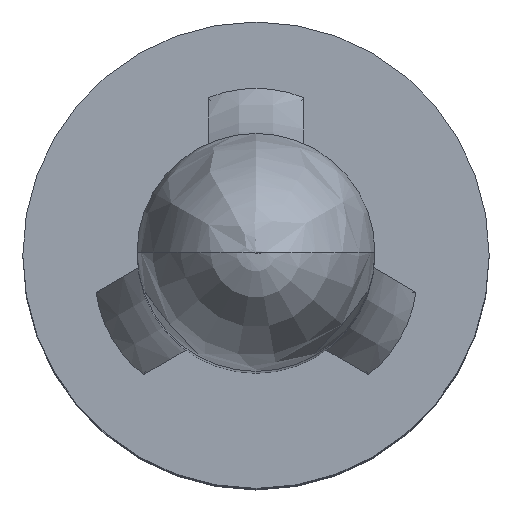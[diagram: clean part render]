
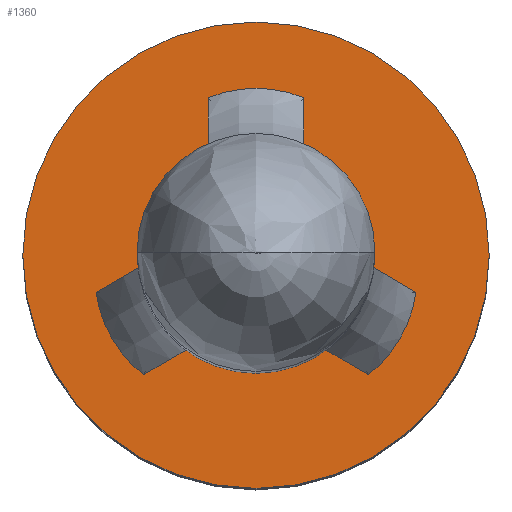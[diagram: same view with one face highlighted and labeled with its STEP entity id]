
A CAD part, top view. The second image highlights one B-rep face of the part: STEP entity #1360.
In plain terms, the highlighted planar face has unit normal (0, 0, 1).
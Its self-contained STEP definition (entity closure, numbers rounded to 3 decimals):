
#291=CARTESIAN_POINT('',(0.,0.,-5.5));
#292=DIRECTION('',(0.,0.,-1.));
#293=DIRECTION('',(-1.,0.,0.));
#294=AXIS2_PLACEMENT_3D('',#291,#292,#293);
#296=CARTESIAN_POINT('',(0.,0.,-5.5));
#297=DIRECTION('',(0.,0.,1.));
#298=DIRECTION('',(-1.,0.,0.));
#299=AXIS2_PLACEMENT_3D('',#296,#297,#298);
#301=DIRECTION('',(0.,-1.,0.));
#302=VECTOR('',#301,0.1);
#303=CARTESIAN_POINT('',(0.1,-1.045,-5.5));
#304=LINE('',#303,#302);
#305=CARTESIAN_POINT('',(0.,0.,-5.5));
#306=DIRECTION('',(0.,0.,1.));
#307=DIRECTION('',(0.087,-0.996,0.));
#308=AXIS2_PLACEMENT_3D('',#305,#306,#307);
#310=DIRECTION('',(0.,1.,0.));
#311=VECTOR('',#310,0.1);
#312=CARTESIAN_POINT('',(-0.1,-1.146,
-5.5));
#313=LINE('',#312,#311);
#368=CARTESIAN_POINT('',(0.,0.,-5.5));
#369=DIRECTION('',(0.,0.,1.));
#370=DIRECTION('',(-0.095,-0.995,0.));
#371=AXIS2_PLACEMENT_3D('',#368,#369,#370);
#866=CARTESIAN_POINT('',(-2.45,0.,-5.5));
#868=VERTEX_POINT('',#866);
#879=CARTESIAN_POINT('',(2.45,0.,-5.5));
#881=VERTEX_POINT('',#879);
#952=CARTESIAN_POINT('',(0.1,-1.045,-5.5));
#953=CARTESIAN_POINT('',(0.1,-1.146,-5.5));
#954=VERTEX_POINT('',#952);
#955=VERTEX_POINT('',#953);
#956=CARTESIAN_POINT('',(-0.1,-1.146,
-5.5));
#957=VERTEX_POINT('',#956);
#958=CARTESIAN_POINT('',(-0.1,-1.045,
-5.5));
#959=VERTEX_POINT('',#958);
#1341=CARTESIAN_POINT('',(0.,0.,-5.5));
#1342=DIRECTION('',(0.,0.,1.));
#1343=DIRECTION('',(-1.,0.,0.));
#1344=AXIS2_PLACEMENT_3D('',#1341,#1342,#1343);
#1345=PLANE('',#1344);
#1346=ORIENTED_EDGE('',*,*,#1336,.T.);
#1347=ORIENTED_EDGE('',*,*,#1320,.F.);
#1348=EDGE_LOOP('',(#1346,#1347));
#1349=FACE_OUTER_BOUND('',#1348,.F.);
#1351=ORIENTED_EDGE('',*,*,#1350,.T.);
#1353=ORIENTED_EDGE('',*,*,#1352,.T.);
#1355=ORIENTED_EDGE('',*,*,#1354,.T.);
#1357=ORIENTED_EDGE('',*,*,#1356,.T.);
#1358=EDGE_LOOP('',(#1351,#1353,#1355,#1357));
#1359=FACE_BOUND('',#1358,.F.);
#1360=ADVANCED_FACE('',(#1349,#1359),#1345,.T.);
#295=CIRCLE('',#294,2.45);
#300=CIRCLE('',#299,2.45);
#309=CIRCLE('',#308,1.15);
#372=CIRCLE('',#371,1.05);
#1320=EDGE_CURVE('',#868,#881,#300,.T.);
#1336=EDGE_CURVE('',#868,#881,#295,.T.);
#1350=EDGE_CURVE('',#954,#955,#304,.T.);
#1352=EDGE_CURVE('',#955,#957,#309,.T.);
#1354=EDGE_CURVE('',#957,#959,#313,.T.);
#1356=EDGE_CURVE('',#959,#954,#372,.T.);
